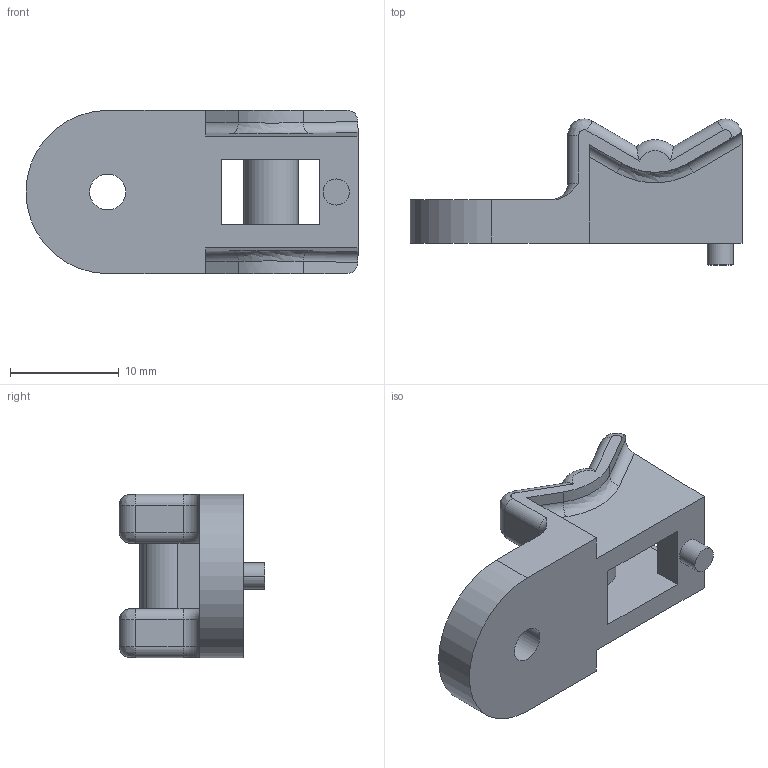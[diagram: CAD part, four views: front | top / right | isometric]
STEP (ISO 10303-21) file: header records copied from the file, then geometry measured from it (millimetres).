
FILE_DESCRIPTION((''),'2;1');
FILE_NAME('003261_250_59','2020-01-31T',('presta_be4'),(''),'CREO PARAMETRIC BY PTC INC, 2018360','CREO PARAMETRIC BY PTC INC, 2018360','');
FILE_SCHEMA(('CONFIG_CONTROL_DESIGN'));
Length unit declared in the file: millimetre
Products named in the file (1): 003261_250_59
Bounding box: 30.5 x 13.4 x 15 mm (x, y, z)
Volume: 1979.6 mm3; surface area: 1781.6 mm2
Topology: 1 solids, 1 shells, 78 faces, 204 edges, 126 vertices
Faces by surface type: cylinder 33, plane 29, bspline 10, torus 6
Entity records: 2748 total; most frequent: CARTESIAN_POINT 816, ORIENTED_EDGE 408, DIRECTION 386, EDGE_CURVE 204, AXIS2_PLACEMENT_3D 138, VERTEX_POINT 126, VECTOR 110, LINE 110
